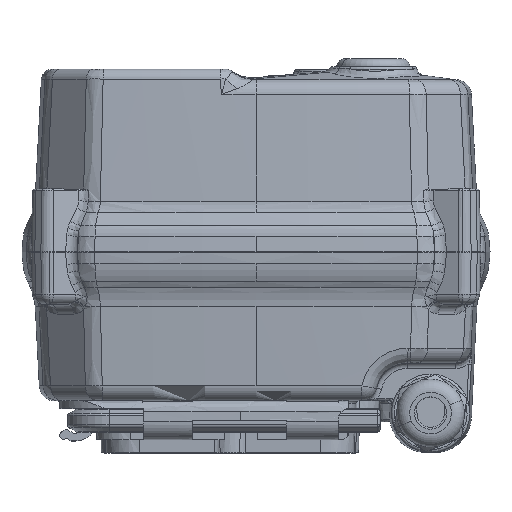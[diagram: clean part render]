
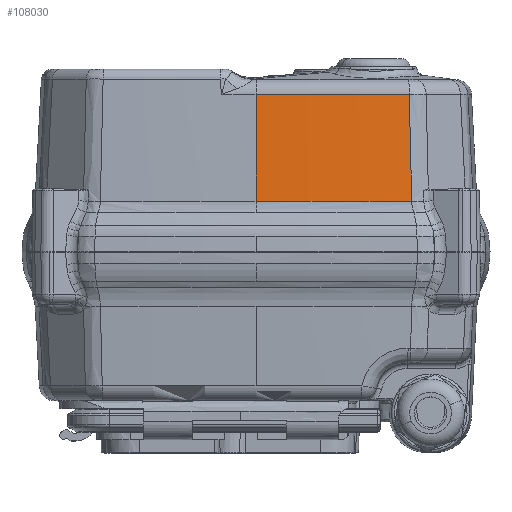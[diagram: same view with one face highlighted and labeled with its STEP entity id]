
A CAD part, top view. The second image highlights one B-rep face of the part: STEP entity #108030.
In plain terms, the highlighted conical face has half-angle 3 degrees and reference radius 512.5 mm.
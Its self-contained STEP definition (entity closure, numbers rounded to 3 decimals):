
#105080 = TOROIDAL_SURFACE('',#105081,507.924,3.);
#105081 = AXIS2_PLACEMENT_3D('',#105082,#105083,#105084);
#105082 = CARTESIAN_POINT('',(0.,30.,481.5));
#105083 = DIRECTION('',(-0.,-1.,0.));
#105084 = DIRECTION('',(-0.,0.,-1.));
#105369 = VERTEX_POINT('',#105370);
#105370 = CARTESIAN_POINT('',(0.,30.157,
    -29.42));
#105397 = EDGE_CURVE('',#105398,#105369,#105400,.T.);
#105398 = VERTEX_POINT('',#105399);
#105399 = CARTESIAN_POINT('',(-29.403,30.157,
    -28.573));
#105400 = SURFACE_CURVE('',#105401,(#105406,#105413),.PCURVE_S1.);
#105401 = CIRCLE('',#105402,510.92);
#105402 = AXIS2_PLACEMENT_3D('',#105403,#105404,#105405);
#105403 = CARTESIAN_POINT('',(0.,30.157,481.5)
  );
#105404 = DIRECTION('',(0.,-1.,0.));
#105405 = DIRECTION('',(0.,0.,1.));
#105406 = PCURVE('',#105080,#105407);
#105407 = DEFINITIONAL_REPRESENTATION('',(#105408),#105412);
#105408 = LINE('',#105409,#105410);
#105409 = CARTESIAN_POINT('',(3.142,6.231));
#105410 = VECTOR('',#105411,1.);
#105411 = DIRECTION('',(1.,0.));
#105412 = ( GEOMETRIC_REPRESENTATION_CONTEXT(2) 
PARAMETRIC_REPRESENTATION_CONTEXT() REPRESENTATION_CONTEXT('2D SPACE',''
  ) );
#105413 = PCURVE('',#105414,#105419);
#105414 = CONICAL_SURFACE('',#105415,512.5,0.052);
#105415 = AXIS2_PLACEMENT_3D('',#105416,#105417,#105418);
#105416 = CARTESIAN_POINT('',(0.,0.,481.5));
#105417 = DIRECTION('',(-0.,-1.,-0.));
#105418 = DIRECTION('',(0.,0.,-1.));
#105419 = DEFINITIONAL_REPRESENTATION('',(#105420),#105424);
#105420 = LINE('',#105421,#105422);
#105421 = CARTESIAN_POINT('',(3.142,-30.157));
#105422 = VECTOR('',#105423,1.);
#105423 = DIRECTION('',(1.,0.));
#105424 = ( GEOMETRIC_REPRESENTATION_CONTEXT(2) 
PARAMETRIC_REPRESENTATION_CONTEXT() REPRESENTATION_CONTEXT('2D SPACE',''
  ) );
#106015 = VERTEX_POINT('',#106016);
#106016 = CARTESIAN_POINT('',(0.,9.658,
    -30.494));
#106031 = CONICAL_SURFACE('',#106032,512.5,0.052);
#106032 = AXIS2_PLACEMENT_3D('',#106033,#106034,#106035);
#106033 = CARTESIAN_POINT('',(0.,0.,481.5));
#106034 = DIRECTION('',(-0.,-1.,-0.));
#106035 = DIRECTION('',(0.,0.,-1.));
#106060 = TOROIDAL_SURFACE('',#106061,517.986,6.);
#106061 = AXIS2_PLACEMENT_3D('',#106062,#106063,#106064);
#106062 = CARTESIAN_POINT('',(0.,9.972,481.5));
#106063 = DIRECTION('',(-0.,-1.,-0.));
#106064 = DIRECTION('',(0.,0.,-1.));
#108030 = ADVANCED_FACE('',(#108031),#105414,.T.);
#108031 = FACE_BOUND('',#108032,.T.);
#108032 = EDGE_LOOP('',(#108033,#108034,#108055,#108079));
#108033 = ORIENTED_EDGE('',*,*,#105397,.T.);
#108034 = ORIENTED_EDGE('',*,*,#108035,.T.);
#108035 = EDGE_CURVE('',#105369,#106015,#108036,.T.);
#108036 = SURFACE_CURVE('',#108037,(#108041,#108048),.PCURVE_S1.);
#108037 = LINE('',#108038,#108039);
#108038 = CARTESIAN_POINT('',(0.,0.,-31.));
#108039 = VECTOR('',#108040,1.);
#108040 = DIRECTION('',(0.,-0.999,-0.052));
#108041 = PCURVE('',#105414,#108042);
#108042 = DEFINITIONAL_REPRESENTATION('',(#108043),#108047);
#108043 = LINE('',#108044,#108045);
#108044 = CARTESIAN_POINT('',(6.283,0.));
#108045 = VECTOR('',#108046,1.);
#108046 = DIRECTION('',(0.,1.));
#108047 = ( GEOMETRIC_REPRESENTATION_CONTEXT(2) 
PARAMETRIC_REPRESENTATION_CONTEXT() REPRESENTATION_CONTEXT('2D SPACE',''
  ) );
#108048 = PCURVE('',#106031,#108049);
#108049 = DEFINITIONAL_REPRESENTATION('',(#108050),#108054);
#108050 = LINE('',#108051,#108052);
#108051 = CARTESIAN_POINT('',(0.,0.));
#108052 = VECTOR('',#108053,1.);
#108053 = DIRECTION('',(0.,1.));
#108054 = ( GEOMETRIC_REPRESENTATION_CONTEXT(2) 
PARAMETRIC_REPRESENTATION_CONTEXT() REPRESENTATION_CONTEXT('2D SPACE',''
  ) );
#108055 = ORIENTED_EDGE('',*,*,#108056,.T.);
#108056 = EDGE_CURVE('',#106015,#108057,#108059,.T.);
#108057 = VERTEX_POINT('',#108058);
#108058 = CARTESIAN_POINT('',(-29.877,9.658,
    -29.621));
#108059 = SURFACE_CURVE('',#108060,(#108065,#108072),.PCURVE_S1.);
#108060 = CIRCLE('',#108061,511.994);
#108061 = AXIS2_PLACEMENT_3D('',#108062,#108063,#108064);
#108062 = CARTESIAN_POINT('',(0.,9.658,481.5));
#108063 = DIRECTION('',(0.,1.,0.));
#108064 = DIRECTION('',(0.,0.,-1.));
#108065 = PCURVE('',#105414,#108066);
#108066 = DEFINITIONAL_REPRESENTATION('',(#108067),#108071);
#108067 = LINE('',#108068,#108069);
#108068 = CARTESIAN_POINT('',(6.283,-9.658));
#108069 = VECTOR('',#108070,1.);
#108070 = DIRECTION('',(-1.,0.));
#108071 = ( GEOMETRIC_REPRESENTATION_CONTEXT(2) 
PARAMETRIC_REPRESENTATION_CONTEXT() REPRESENTATION_CONTEXT('2D SPACE',''
  ) );
#108072 = PCURVE('',#106060,#108073);
#108073 = DEFINITIONAL_REPRESENTATION('',(#108074),#108078);
#108074 = LINE('',#108075,#108076);
#108075 = CARTESIAN_POINT('',(6.283,3.089));
#108076 = VECTOR('',#108077,1.);
#108077 = DIRECTION('',(-1.,0.));
#108078 = ( GEOMETRIC_REPRESENTATION_CONTEXT(2) 
PARAMETRIC_REPRESENTATION_CONTEXT() REPRESENTATION_CONTEXT('2D SPACE',''
  ) );
#108079 = ORIENTED_EDGE('',*,*,#108080,.T.);
#108080 = EDGE_CURVE('',#108057,#105398,#108081,.T.);
#108081 = SURFACE_CURVE('',#108082,(#108090,#108119),.PCURVE_S1.);
#108082 = B_SPLINE_CURVE_WITH_KNOTS('',3,(#108083,#108084,#108085,
    #108086,#108087,#108088,#108089),.UNSPECIFIED.,.F.,.F.,(4,3,4),(
    0.,0.01,0.021),
  .UNSPECIFIED.);
#108083 = CARTESIAN_POINT('',(-29.877,9.658,
    -29.621));
#108084 = CARTESIAN_POINT('',(-29.8,12.986,
    -29.451));
#108085 = CARTESIAN_POINT('',(-29.723,16.314,
    -29.281));
#108086 = CARTESIAN_POINT('',(-29.646,19.642,
    -29.111));
#108087 = CARTESIAN_POINT('',(-29.565,23.147,
    -28.931));
#108088 = CARTESIAN_POINT('',(-29.484,26.652,
    -28.752));
#108089 = CARTESIAN_POINT('',(-29.403,30.157,
    -28.573));
#108090 = PCURVE('',#105414,#108091);
#108091 = DEFINITIONAL_REPRESENTATION('',(#108092),#108118);
#108092 = B_SPLINE_CURVE_WITH_KNOTS('',3,(#108093,#108094,#108095,
    #108096,#108097,#108098,#108099,#108100,#108101,#108102,#108103,
    #108104,#108105,#108106,#108107,#108108,#108109,#108110,#108111,
    #108112,#108113,#108114,#108115,#108116,#108117),.UNSPECIFIED.,.F.,
  .F.,(4,1,1,1,1,1,1,1,1,1,1,1,1,1,1,1,1,1,1,1,1,1,4),(
    0.,0.001,0.002,
    0.003,0.004,0.005,
    0.006,0.007,0.007,
    0.008,0.009,0.01,
    0.011,0.012,0.013,
    0.014,0.015,0.016,
    0.017,0.018,0.019,
    0.02,0.021),.QUASI_UNIFORM_KNOTS.);
#108093 = CARTESIAN_POINT('',(6.225,-9.658));
#108094 = CARTESIAN_POINT('',(6.225,-9.968));
#108095 = CARTESIAN_POINT('',(6.225,-10.59));
#108096 = CARTESIAN_POINT('',(6.225,-11.521));
#108097 = CARTESIAN_POINT('',(6.225,-12.453));
#108098 = CARTESIAN_POINT('',(6.225,-13.385));
#108099 = CARTESIAN_POINT('',(6.225,-14.317));
#108100 = CARTESIAN_POINT('',(6.225,-15.248));
#108101 = CARTESIAN_POINT('',(6.225,-16.18));
#108102 = CARTESIAN_POINT('',(6.225,-17.112));
#108103 = CARTESIAN_POINT('',(6.225,-18.044));
#108104 = CARTESIAN_POINT('',(6.225,-18.976));
#108105 = CARTESIAN_POINT('',(6.225,-19.907));
#108106 = CARTESIAN_POINT('',(6.225,-20.839));
#108107 = CARTESIAN_POINT('',(6.225,-21.771));
#108108 = CARTESIAN_POINT('',(6.225,-22.703));
#108109 = CARTESIAN_POINT('',(6.225,-23.635));
#108110 = CARTESIAN_POINT('',(6.225,-24.566));
#108111 = CARTESIAN_POINT('',(6.225,-25.498));
#108112 = CARTESIAN_POINT('',(6.225,-26.43));
#108113 = CARTESIAN_POINT('',(6.225,-27.362));
#108114 = CARTESIAN_POINT('',(6.226,-28.293));
#108115 = CARTESIAN_POINT('',(6.226,-29.225));
#108116 = CARTESIAN_POINT('',(6.226,-29.846));
#108117 = CARTESIAN_POINT('',(6.226,-30.157));
#108118 = ( GEOMETRIC_REPRESENTATION_CONTEXT(2) 
PARAMETRIC_REPRESENTATION_CONTEXT() REPRESENTATION_CONTEXT('2D SPACE',''
  ) );
#108119 = PCURVE('',#108120,#108133);
#108120 = ( BOUNDED_SURFACE() B_SPLINE_SURFACE(3,2,(
    (#108121,#108122,#108123)
    ,(#108124,#108125,#108126)
    ,(#108127,#108128,#108129)
    ,(#108130,#108131,#108132
)),.UNSPECIFIED.,.F.,.F.,.F.) B_SPLINE_SURFACE_WITH_KNOTS((4,4),(3,3),(
    0.1,0.121),(0.,1.),.PIECEWISE_BEZIER_KNOTS.) 
GEOMETRIC_REPRESENTATION_ITEM() RATIONAL_B_SPLINE_SURFACE((
    (1.,0.935,1.)
    ,(1.,0.935,1.)
    ,(1.,0.935,1.)
,(1.,0.935,1.))) REPRESENTATION_ITEM('') SURFACE() );
#108121 = CARTESIAN_POINT('',(-29.4,30.28,
    -28.566));
#108122 = CARTESIAN_POINT('',(-31.298,30.318,
    -28.455));
#108123 = CARTESIAN_POINT('',(-32.643,30.28,
    -27.112));
#108124 = CARTESIAN_POINT('',(-29.559,23.406,
    -28.918));
#108125 = CARTESIAN_POINT('',(-31.456,23.444,
    -28.806));
#108126 = CARTESIAN_POINT('',(-32.801,23.406,
    -27.464));
#108127 = CARTESIAN_POINT('',(-29.718,16.532,
    -29.27));
#108128 = CARTESIAN_POINT('',(-31.614,16.57,
    -29.157));
#108129 = CARTESIAN_POINT('',(-32.959,16.532,
    -27.816));
#108130 = CARTESIAN_POINT('',(-29.877,9.658,
    -29.621));
#108131 = CARTESIAN_POINT('',(-31.773,9.695,
    -29.509));
#108132 = CARTESIAN_POINT('',(-33.117,9.658,
    -28.167));
#108133 = DEFINITIONAL_REPRESENTATION('',(#108134),#108137);
#108134 = B_SPLINE_CURVE_WITH_KNOTS('',1,(#108135,#108136),
  .UNSPECIFIED.,.F.,.F.,(2,2),(0.,0.021),
  .PIECEWISE_BEZIER_KNOTS.);
#108135 = CARTESIAN_POINT('',(0.121,0.));
#108136 = CARTESIAN_POINT('',(0.1,0.));
#108137 = ( GEOMETRIC_REPRESENTATION_CONTEXT(2) 
PARAMETRIC_REPRESENTATION_CONTEXT() REPRESENTATION_CONTEXT('2D SPACE',''
  ) );
